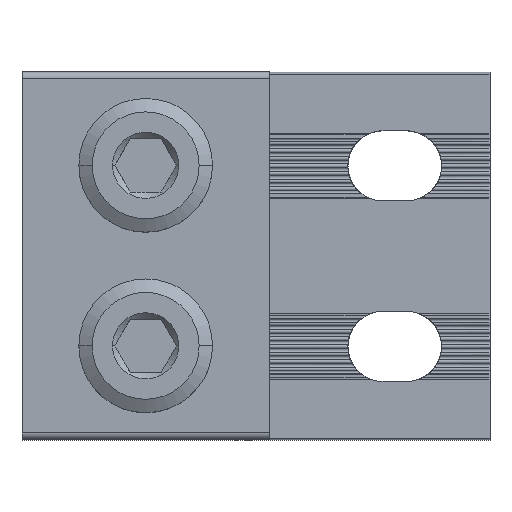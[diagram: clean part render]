
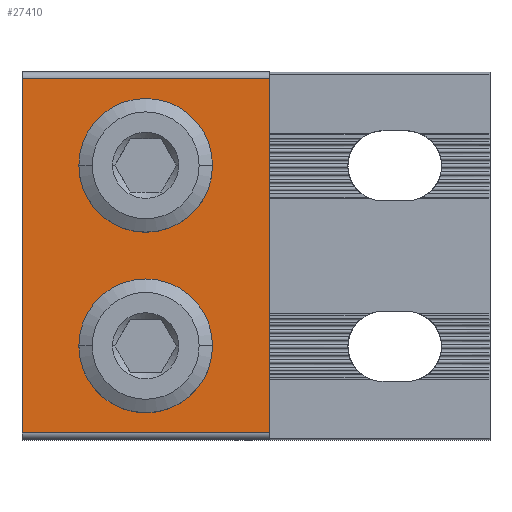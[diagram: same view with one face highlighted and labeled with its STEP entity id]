
A CAD part, top view. The second image highlights one B-rep face of the part: STEP entity #27410.
In plain terms, the highlighted planar face has unit normal (0, 0, 1).
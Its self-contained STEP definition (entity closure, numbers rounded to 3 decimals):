
#9000=CARTESIAN_POINT('',(-32.,40.,54.5));
#9010=VERTEX_POINT('',#9000);
#9040=CARTESIAN_POINT('',(-32.,0.,54.5));
#9050=DIRECTION('',(0.,1.,0.));
#9060=VECTOR('',#9050,1.);
#9070=LINE('',#9040,#9060);
#9080=CARTESIAN_POINT('',(-32.,-13.,54.5));
#9090=VERTEX_POINT('',#9080);
#9100=EDGE_CURVE('',#9090,#9010,#9070,.T.);
#26810=CARTESIAN_POINT('',(32.,-13.,54.5));
#26820=DIRECTION('',(-0.,-0.,-1.));
#26830=DIRECTION('',(0.,-1.,0.));
#26840=AXIS2_PLACEMENT_3D('',#26810,#26820,#26830);
#26850=PLANE('',#26840);
#26860=CARTESIAN_POINT('',(5.,0.,54.5));
#26870=DIRECTION('',(0.,-1.,0.));
#26880=VECTOR('',#26870,1.);
#26890=LINE('',#26860,#26880);
#26900=CARTESIAN_POINT('',(5.,40.,54.5));
#26910=VERTEX_POINT('',#26900);
#26920=CARTESIAN_POINT('',(5.,-13.,54.5));
#26930=VERTEX_POINT('',#26920);
#26940=EDGE_CURVE('',#26910,#26930,#26890,.T.);
#26950=ORIENTED_EDGE('',*,*,#26940,.F.);
#26960=CARTESIAN_POINT('',(32.,-13.,54.5));
#26970=DIRECTION('',(-1.,0.,0.));
#26980=VECTOR('',#26970,1.);
#26990=LINE('',#26960,#26980);
#27000=EDGE_CURVE('',#26930,#9090,#26990,.T.);
#27010=ORIENTED_EDGE('',*,*,#27000,.F.);
#27020=ORIENTED_EDGE('',*,*,#9100,.F.);
#27030=CARTESIAN_POINT('',(32.,40.,54.5));
#27040=DIRECTION('',(-1.,0.,0.));
#27050=VECTOR('',#27040,1.);
#27060=LINE('',#27030,#27050);
#27070=EDGE_CURVE('',#26910,#9010,#27060,.T.);
#27080=ORIENTED_EDGE('',*,*,#27070,.T.);
#27090=EDGE_LOOP('',(#27080,#27020,#27010,#26950));
#27100=FACE_OUTER_BOUND('',#27090,.T.);
#27110=CARTESIAN_POINT('',(-13.5,0.,54.5)
);
#27120=DIRECTION('',(0.,0.,-1.));
#27130=DIRECTION('',(0.,-1.,0.));
#27140=AXIS2_PLACEMENT_3D('',#27110,#27120,#27130);
#27150=CIRCLE('',#27140,10.);
#27160=CARTESIAN_POINT('',(-13.5,-10.,54.5));
#27170=VERTEX_POINT('',#27160);
#27180=CARTESIAN_POINT('',(-13.5,10.,54.5));
#27190=VERTEX_POINT('',#27180);
#27200=EDGE_CURVE('',#27170,#27190,#27150,.T.);
#27210=ORIENTED_EDGE('',*,*,#27200,.T.);
#27220=EDGE_CURVE('',#27190,#27170,#27150,.T.);
#27230=ORIENTED_EDGE('',*,*,#27220,.T.);
#27240=EDGE_LOOP('',(#27230,#27210));
#27250=FACE_BOUND('',#27240,.T.);
#27260=CARTESIAN_POINT('',(-13.5,27.,54.5));
#27270=DIRECTION('',(0.,0.,-1.));
#27280=DIRECTION('',(0.,-1.,0.));
#27290=AXIS2_PLACEMENT_3D('',#27260,#27270,#27280);
#27300=CIRCLE('',#27290,10.);
#27310=CARTESIAN_POINT('',(-13.5,17.,54.5));
#27320=VERTEX_POINT('',#27310);
#27330=CARTESIAN_POINT('',(-13.5,37.,54.5));
#27340=VERTEX_POINT('',#27330);
#27350=EDGE_CURVE('',#27320,#27340,#27300,.T.);
#27360=ORIENTED_EDGE('',*,*,#27350,.T.);
#27370=EDGE_CURVE('',#27340,#27320,#27300,.T.);
#27380=ORIENTED_EDGE('',*,*,#27370,.T.);
#27390=EDGE_LOOP('',(#27380,#27360));
#27400=FACE_BOUND('',#27390,.T.);
#27410=ADVANCED_FACE('',(#27100,#27250,#27400),#26850,.F.);
